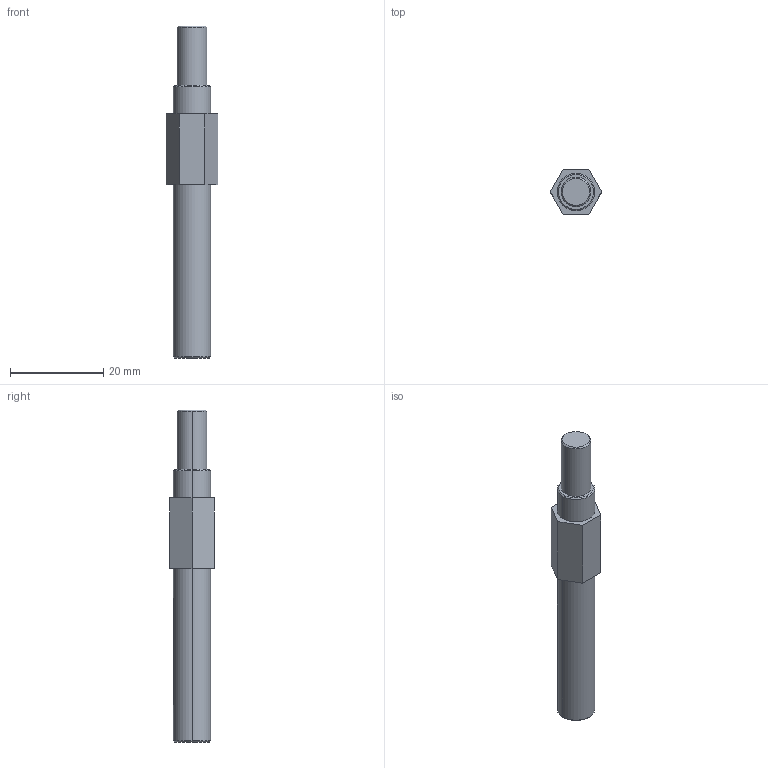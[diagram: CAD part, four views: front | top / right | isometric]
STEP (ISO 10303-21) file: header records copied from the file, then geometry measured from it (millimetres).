
FILE_DESCRIPTION (( 'STEP AP214' ), '1' );
FILE_NAME ('am-0930 Output Shaft for CIM-Sim Gearbox.STEP', '2014-08-21T19:51:59', ( '' ), ( '' ), 'SwSTEP 2.0', 'SolidWorks 2014', '' );
FILE_SCHEMA (( 'AUTOMOTIVE_DESIGN' ));
Length unit declared in the file: inch
Products named in the file (1): am-0930 Output Shaft for CIM-Sim Gearbox
Bounding box: 11 x 9.53 x 71.04 mm (x, y, z)
Volume: 3693 mm3; surface area: 2032 mm2
Topology: 1 solids, 1 shells, 28 faces, 60 edges, 38 vertices
Faces by surface type: plane 14, cylinder 8, cone 6
Entity records: 826 total; most frequent: CARTESIAN_POINT 161, DIRECTION 136, ORIENTED_EDGE 120, EDGE_CURVE 60, AXIS2_PLACEMENT_3D 49, VECTOR 38, VERTEX_POINT 38, LINE 38
